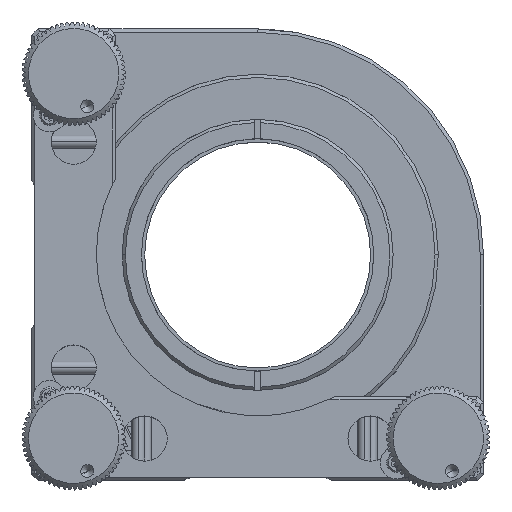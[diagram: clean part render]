
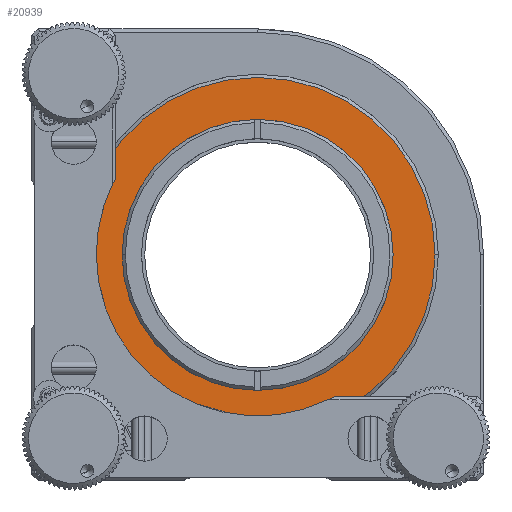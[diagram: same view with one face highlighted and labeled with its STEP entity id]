
A CAD part, top view. The second image highlights one B-rep face of the part: STEP entity #20939.
In plain terms, the highlighted planar face has unit normal (0, 0, 1).
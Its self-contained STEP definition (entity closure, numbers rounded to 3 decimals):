
#323 = CARTESIAN_POINT ( 'NONE',  ( -31.871, 4.892, 55.7 ) ) ;
#423 = VERTEX_POINT ( 'NONE', #323 ) ;
#2650 = CARTESIAN_POINT ( 'NONE',  ( -10.871, 4.892, 55.7 ) ) ;
#2884 = ORIENTED_EDGE ( 'NONE', *, *, #12197, .T. ) ;
#4314 = EDGE_CURVE ( 'NONE', #423, #16007, #5829, .T. ) ;
#4571 = EDGE_LOOP ( 'NONE', ( #30919, #16101 ) ) ;
#4866 = PLANE ( 'NONE',  #9225 ) ;
#5521 = DIRECTION ( 'NONE',  ( 0., 0., 1. ) ) ;
#5829 = CIRCLE ( 'NONE', #16525, 21. ) ;
#7717 = CARTESIAN_POINT ( 'NONE',  ( 16.629, 4.892, 55.7 ) ) ;
#7800 = ORIENTED_EDGE ( 'NONE', *, *, #12934, .T. ) ;
#9225 = AXIS2_PLACEMENT_3D ( 'NONE', #10616, #32487, #29506 ) ;
#10616 = CARTESIAN_POINT ( 'NONE',  ( -10.871, 32.892, 55.7 ) ) ;
#10745 = DIRECTION ( 'NONE',  ( 1., 0., 0. ) ) ;
#11029 = DIRECTION ( 'NONE',  ( -1., 0., 0. ) ) ;
#12197 = EDGE_CURVE ( 'NONE', #30061, #23652, #22984, .T. ) ;
#12321 = AXIS2_PLACEMENT_3D ( 'NONE', #2650, #5521, #11029 ) ;
#12934 = EDGE_CURVE ( 'NONE', #23652, #30061, #34165, .T. ) ;
#13833 = DIRECTION ( 'NONE',  ( 0., 0., 1. ) ) ;
#13951 = CARTESIAN_POINT ( 'NONE',  ( -38.371, 4.892, 55.7 ) ) ;
#14671 = CIRCLE ( 'NONE', #28696, 21. ) ;
#16007 = VERTEX_POINT ( 'NONE', #22101 ) ;
#16101 = ORIENTED_EDGE ( 'NONE', *, *, #4314, .F. ) ;
#16525 = AXIS2_PLACEMENT_3D ( 'NONE', #27078, #24562, #10745 ) ;
#18068 = FACE_OUTER_BOUND ( 'NONE', #28536, .T. ) ;
#20939 = ADVANCED_FACE ( 'NONE', ( #18068, #25016 ), #4866, .F. ) ;
#22101 = CARTESIAN_POINT ( 'NONE',  ( 10.129, 4.892, 55.7 ) ) ;
#22984 = CIRCLE ( 'NONE', #12321, 27.5 ) ;
#23652 = VERTEX_POINT ( 'NONE', #13951 ) ;
#24562 = DIRECTION ( 'NONE',  ( 0., 0., 1. ) ) ;
#24766 = DIRECTION ( 'NONE',  ( -1., 0., 0. ) ) ;
#24882 = CARTESIAN_POINT ( 'NONE',  ( -10.871, 4.892, 55.7 ) ) ;
#25016 = FACE_BOUND ( 'NONE', #4571, .T. ) ;
#25593 = DIRECTION ( 'NONE',  ( 0., 0., 1. ) ) ;
#25876 = EDGE_CURVE ( 'NONE', #16007, #423, #14671, .T. ) ;
#27078 = CARTESIAN_POINT ( 'NONE',  ( -10.871, 4.892, 55.7 ) ) ;
#28116 = DIRECTION ( 'NONE',  ( 1., 0., 0. ) ) ;
#28536 = EDGE_LOOP ( 'NONE', ( #7800, #2884 ) ) ;
#28696 = AXIS2_PLACEMENT_3D ( 'NONE', #33551, #25593, #28116 ) ;
#29506 = DIRECTION ( 'NONE',  ( -1., 0., 0. ) ) ;
#30061 = VERTEX_POINT ( 'NONE', #7717 ) ;
#30919 = ORIENTED_EDGE ( 'NONE', *, *, #25876, .F. ) ;
#32487 = DIRECTION ( 'NONE',  ( 0., 0., -1. ) ) ;
#33551 = CARTESIAN_POINT ( 'NONE',  ( -10.871, 4.892, 55.7 ) ) ;
#34165 = CIRCLE ( 'NONE', #34674, 27.5 ) ;
#34674 = AXIS2_PLACEMENT_3D ( 'NONE', #24882, #13833, #24766 ) ;
